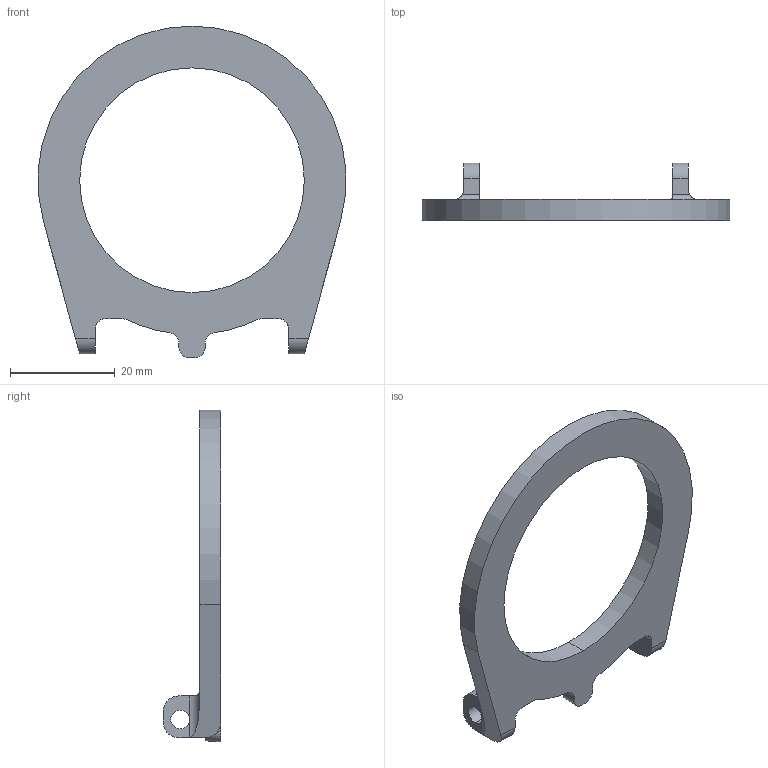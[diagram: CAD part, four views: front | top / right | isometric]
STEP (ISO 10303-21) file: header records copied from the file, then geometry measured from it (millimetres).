
FILE_DESCRIPTION (( 'STEP AP203' ), '1' );
FILE_NAME ('Vacuum_gate_cover.STEP', '2024-12-26T05:16:35', ( '' ), ( '' ), 'SwSTEP 2.0', 'SolidWorks 2024', '' );
FILE_SCHEMA (( 'CONFIG_CONTROL_DESIGN' ));
Length unit declared in the file: millimetre
Products named in the file (1): Vacuum_gate_cover
Bounding box: 58.87 x 11 x 63.51 mm (x, y, z)
Volume: 6042.8 mm3; surface area: 4634.4 mm2
Topology: 1 solids, 1 shells, 52 faces, 154 edges, 100 vertices
Faces by surface type: cylinder 29, plane 19, bspline 4
Entity records: 1949 total; most frequent: CARTESIAN_POINT 493, ORIENTED_EDGE 304, DIRECTION 282, EDGE_CURVE 152, AXIS2_PLACEMENT_3D 101, VERTEX_POINT 100, VECTOR 80, LINE 80
